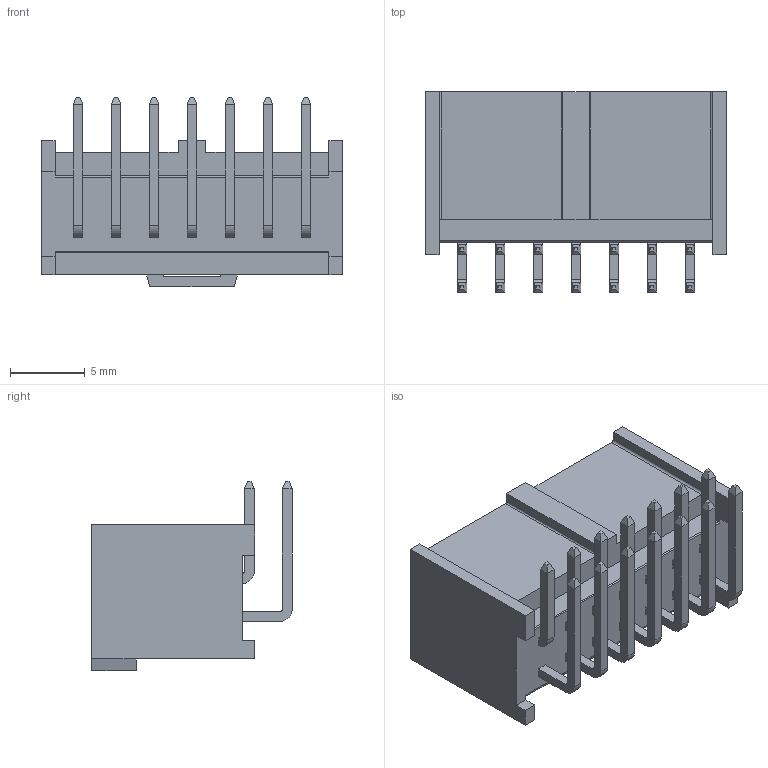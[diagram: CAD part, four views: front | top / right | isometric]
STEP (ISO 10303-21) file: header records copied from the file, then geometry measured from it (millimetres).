
FILE_DESCRIPTION(('FreeCAD Model'),'2;1');
FILE_NAME('Open CASCADE Shape Model','2025-01-19T11:32:30',('Author'),( ''),'Open CASCADE STEP processor 7.6','FreeCAD','Unknown');
FILE_SCHEMA(('AUTOMOTIVE_DESIGN { 1 0 10303 214 1 1 1 1 }'));
Length unit declared in the file: millimetre
Products named in the file (1): 901303314
Bounding box: 20.12 x 13.4 x 12.65 mm (x, y, z)
Volume: 800.4 mm3; surface area: 1898.5 mm2
Topology: 1 solids, 1 shells, 351 faces, 850 edges, 528 vertices
Faces by surface type: plane 319, cylinder 32
Entity records: 10366 total; most frequent: CARTESIAN_POINT 1730, ORIENTED_EDGE 1700, DIRECTION 1618, EDGE_CURVE 850, LINE 786, VECTOR 786, VERTEX_POINT 528, AXIS2_PLACEMENT_3D 416
